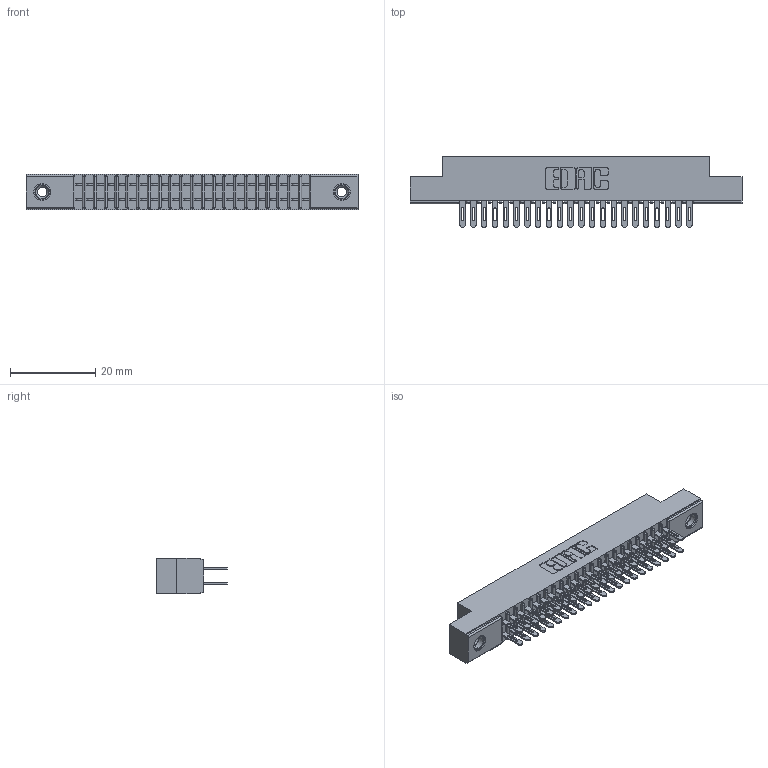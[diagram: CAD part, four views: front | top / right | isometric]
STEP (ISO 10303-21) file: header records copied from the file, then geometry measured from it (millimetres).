
FILE_DESCRIPTION (( 'STEP AP203' ), '1' );
FILE_NAME ('341-044-500-208.STEP', '2018-08-07T02:12:24', ( '' ), ( '' ), 'SwSTEP 2.0', 'SolidWorks 2016', '' );
FILE_SCHEMA (( 'CONFIG_CONTROL_DESIGN' ));
Length unit declared in the file: inch
Products named in the file (4): 341 Part_.156 (3.96) Dia Mounting Holes; 341-292-001_341-292-100; 345-250-001_345-250-003-102; 341-044-500-208
Assembly tree (47 placements, depth 2):
  341-044-500-208
    341 Part_.156 (3.96) Dia Mounting Holes
    341-292-001_341-292-100  x44
    345-250-001_345-250-003-102  x2
Bounding box: 78.11 x 16.69 x 8.38 mm (x, y, z)
Volume: 4496.9 mm3; surface area: 9736.1 mm2
Topology: 47 solids, 47 shells, 3080 faces, 8878 edges, 5746 vertices
Faces by surface type: plane 1772, cylinder 1204, sphere 46, torus 46, cone 12
Entity records: 30482 total; most frequent: CARTESIAN_POINT 5049, ORIENTED_EDGE 5008, DIRECTION 4928, EDGE_CURVE 2504, VECTOR 1994, LINE 1994, VERTEX_POINT 1588, AXIS2_PLACEMENT_3D 1467
